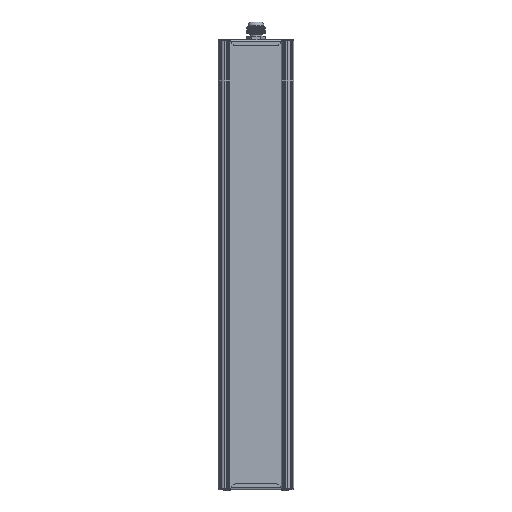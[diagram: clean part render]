
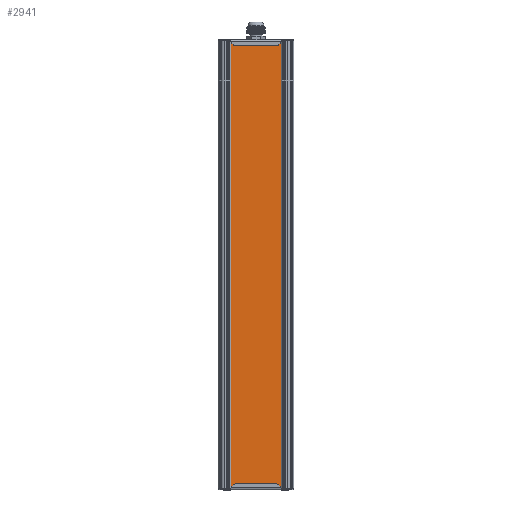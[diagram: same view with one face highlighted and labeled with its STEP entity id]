
A CAD part, front view. The second image highlights one B-rep face of the part: STEP entity #2941.
In plain terms, the highlighted face is planar.
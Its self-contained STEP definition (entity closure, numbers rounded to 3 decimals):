
#2941=ADVANCED_FACE('',(#12959),#12961,.T.);
#12959=FACE_BOUND('',#12960,.T.);
#12960=EDGE_LOOP('',(#24781,#24782,#24783,#24784));
#12961=PLANE('',#12962);
#12962=AXIS2_PLACEMENT_3D('',#12963,#12964,#12965);
#12963=CARTESIAN_POINT('',(120.465,593.492,117.308));
#12964=DIRECTION('',(0.,0.,-1.));
#12965=DIRECTION('',(0.,1.,0.));
#24781=ORIENTED_EDGE('',*,*,#31091,.T.);
#24782=ORIENTED_EDGE('',*,*,#31093,.F.);
#24783=ORIENTED_EDGE('',*,*,#31094,.F.);
#24784=ORIENTED_EDGE('',*,*,#31095,.T.);
#31091=EDGE_CURVE('',#36581,#36579,#36582,.T.);
#31093=EDGE_CURVE('',#36584,#36579,#36585,.T.);
#31094=EDGE_CURVE('',#36586,#36584,#36587,.T.);
#31095=EDGE_CURVE('',#36586,#36581,#36588,.T.);
#36579=VERTEX_POINT('',#55179);
#36581=VERTEX_POINT('',#55183);
#36582=LINE('',#55184,#55185);
#36584=VERTEX_POINT('',#55190);
#36585=LINE('',#55191,#55192);
#36586=VERTEX_POINT('',#55194);
#36587=LINE('',#55195,#55196);
#36588=LINE('',#55198,#55199);
#55179=CARTESIAN_POINT('',(599.465,679.838,117.308));
#55183=CARTESIAN_POINT('',(-62.535,679.838,117.308));
#55184=CARTESIAN_POINT('',(-62.535,679.838,117.308));
#55185=VECTOR('',#55186,1.);
#55186=DIRECTION('',(1.,0.,0.));
#55190=CARTESIAN_POINT('',(599.465,593.492,117.308));
#55191=CARTESIAN_POINT('',(599.465,593.492,117.308));
#55192=VECTOR('',#55193,1.);
#55193=DIRECTION('',(0.,1.,0.));
#55194=CARTESIAN_POINT('',(-62.535,593.492,117.308));
#55195=CARTESIAN_POINT('',(-62.535,593.492,117.308));
#55196=VECTOR('',#55197,1.);
#55197=DIRECTION('',(1.,0.,0.));
#55198=CARTESIAN_POINT('',(-62.535,593.492,117.308));
#55199=VECTOR('',#55200,1.);
#55200=DIRECTION('',(0.,1.,0.));
